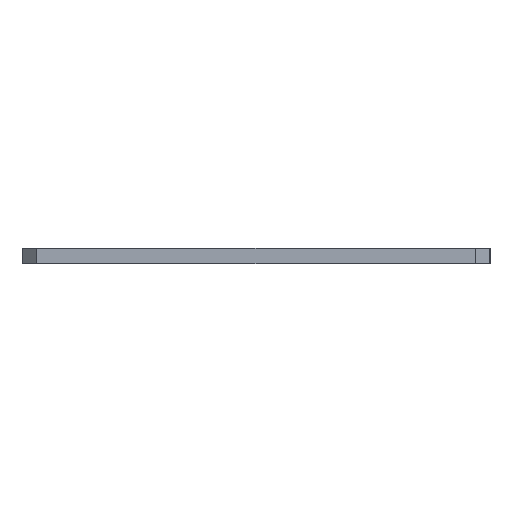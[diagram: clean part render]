
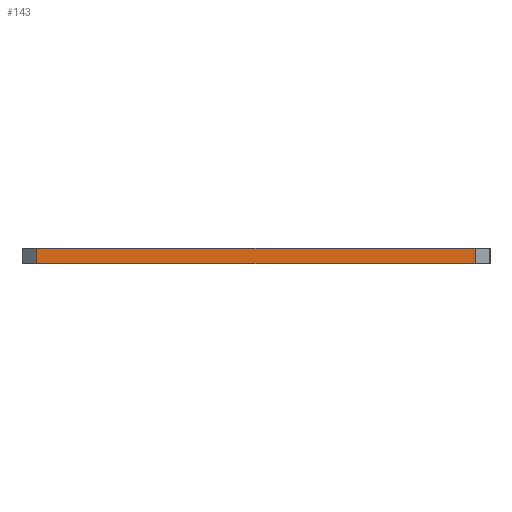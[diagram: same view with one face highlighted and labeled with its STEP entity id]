
A CAD part, left-side view. The second image highlights one B-rep face of the part: STEP entity #143.
In plain terms, the highlighted planar face has unit normal (-1, 0, 0).
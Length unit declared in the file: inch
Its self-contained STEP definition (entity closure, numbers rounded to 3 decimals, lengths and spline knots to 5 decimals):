
#14 = CARTESIAN_POINT ( 'NONE',  ( -0.495, -2.16, 0.09 ) ) ;
#65 = ORIENTED_EDGE ( 'NONE', *, *, #879, .T. ) ;
#70 = EDGE_CURVE ( 'NONE', #311, #421, #1064, .T. ) ;
#135 = ORIENTED_EDGE ( 'NONE', *, *, #70, .F. ) ;
#143 = ADVANCED_FACE ( 'NONE', ( #1031 ), #983, .F. ) ;
#218 = EDGE_CURVE ( 'NONE', #799, #607, #993, .T. ) ;
#306 = CARTESIAN_POINT ( 'NONE',  ( -0.495, 0.41, 0.09 ) ) ;
#311 = VERTEX_POINT ( 'NONE', #306 ) ;
#421 = VERTEX_POINT ( 'NONE', #676 ) ;
#461 = VECTOR ( 'NONE', #940, 39.37008 ) ;
#482 = LINE ( 'NONE', #14, #583 ) ;
#523 = ORIENTED_EDGE ( 'NONE', *, *, #902, .T. ) ;
#560 = EDGE_LOOP ( 'NONE', ( #871, #65, #135, #523 ) ) ;
#564 = LINE ( 'NONE', #987, #461 ) ;
#583 = VECTOR ( 'NONE', #1137, 39.37008 ) ;
#607 = VERTEX_POINT ( 'NONE', #1078 ) ;
#676 = CARTESIAN_POINT ( 'NONE',  ( -0.495, -2.16, 0.09 ) ) ;
#691 = DIRECTION ( 'NONE',  ( 0., -1., 0. ) ) ;
#757 = AXIS2_PLACEMENT_3D ( 'NONE', #973, #920, #929 ) ;
#778 = DIRECTION ( 'NONE',  ( 0., -1., 0. ) ) ;
#782 = CARTESIAN_POINT ( 'NONE',  ( -0.495, -2.245, 0.09 ) ) ;
#799 = VERTEX_POINT ( 'NONE', #986 ) ;
#832 = CARTESIAN_POINT ( 'NONE',  ( -0.495, -2.245, 0. ) ) ;
#871 = ORIENTED_EDGE ( 'NONE', *, *, #218, .T. ) ;
#879 = EDGE_CURVE ( 'NONE', #607, #421, #482, .T. ) ;
#902 = EDGE_CURVE ( 'NONE', #311, #799, #564, .T. ) ;
#920 = DIRECTION ( 'NONE',  ( 1., 0., 0. ) ) ;
#929 = DIRECTION ( 'NONE',  ( 0., 1., 0. ) ) ;
#940 = DIRECTION ( 'NONE',  ( 0., 0., -1. ) ) ;
#973 = CARTESIAN_POINT ( 'NONE',  ( -0.495, -2.245, 0.09 ) ) ;
#983 = PLANE ( 'NONE',  #757 ) ;
#986 = CARTESIAN_POINT ( 'NONE',  ( -0.495, 0.41, 0. ) ) ;
#987 = CARTESIAN_POINT ( 'NONE',  ( -0.495, 0.41, 0.09 ) ) ;
#989 = VECTOR ( 'NONE', #778, 39.37008 ) ;
#993 = LINE ( 'NONE', #832, #989 ) ;
#1031 = FACE_OUTER_BOUND ( 'NONE', #560, .T. ) ;
#1064 = LINE ( 'NONE', #782, #1086 ) ;
#1078 = CARTESIAN_POINT ( 'NONE',  ( -0.495, -2.16, 0. ) ) ;
#1086 = VECTOR ( 'NONE', #691, 39.37008 ) ;
#1137 = DIRECTION ( 'NONE',  ( 0., 0., 1. ) ) ;
